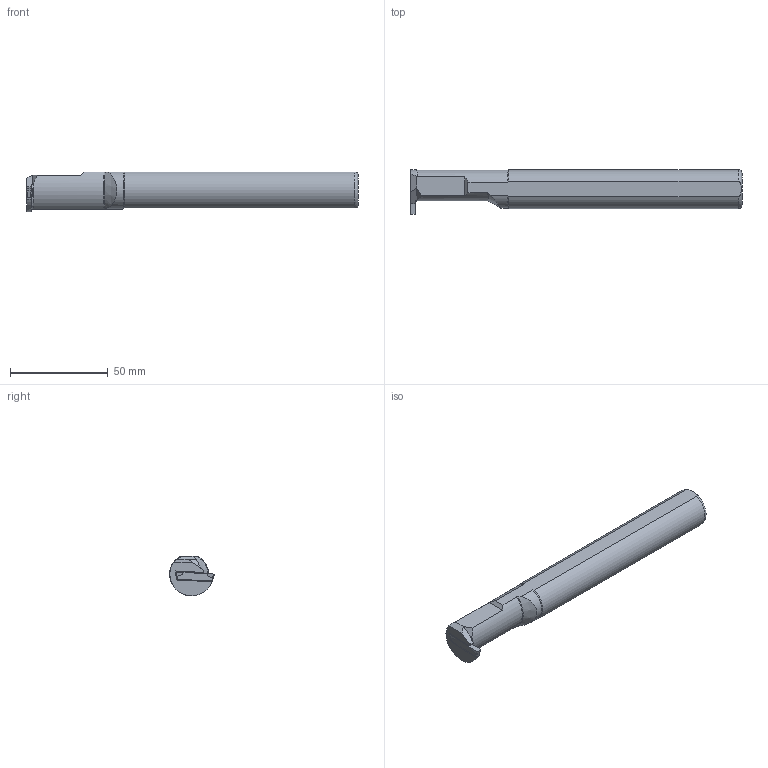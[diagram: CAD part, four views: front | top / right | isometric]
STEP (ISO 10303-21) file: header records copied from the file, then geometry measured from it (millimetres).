
FILE_DESCRIPTION(/* description */ (''),/* implementation_level */ '2;1');
FILE_NAME(/* name */ 'AIKT-KM-R-20-3-T7.stp',/* time_stamp */ '2023-10-12T22:14:17+03:00',/* author */ (''),/* organization */ (''),/* preprocessor_version */ 'ST-DEVELOPER v19.4',/* originating_system */ 'SIEMENS PLM Software NX2306.3001',/* authorisation */ '');
FILE_SCHEMA (('AUTOMOTIVE_DESIGN { 1 0 10303 214 3 1 1 1 }'));
Length unit declared in the file: millimetre
Products named in the file (1): AIKT-KM-R-20-3-T7_x_t_objects
Bounding box: 170.02 x 23 x 20.29 mm (x, y, z)
Volume: 48475.6 mm3; surface area: 11223.6 mm2
Topology: 2 solids, 2 shells, 73 faces, 191 edges, 122 vertices
Faces by surface type: plane 35, bspline 16, extrusion 8, cylinder 7, torus 4, cone 3
Entity records: 2552 total; most frequent: CARTESIAN_POINT 918, ORIENTED_EDGE 378, DIRECTION 264, EDGE_CURVE 189, VERTEX_POINT 121, VECTOR 112, LINE 104, AXIS2_PLACEMENT_3D 76
